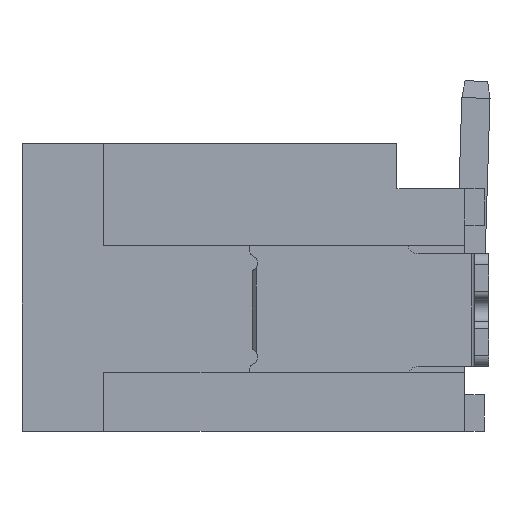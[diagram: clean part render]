
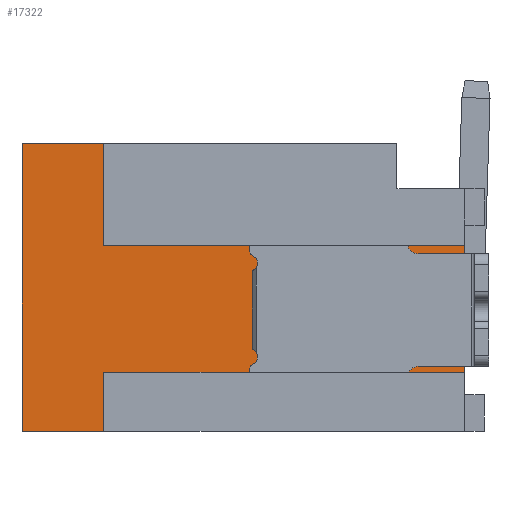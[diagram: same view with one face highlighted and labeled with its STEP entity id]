
A CAD part, left-side view. The second image highlights one B-rep face of the part: STEP entity #17322.
In plain terms, the highlighted planar face has unit normal (-1, 0, 0).
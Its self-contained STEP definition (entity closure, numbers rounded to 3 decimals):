
#158 = VECTOR ( 'NONE', #8603, 1000. ) ;
#173 = EDGE_CURVE ( 'NONE', #20063, #18797, #2173, .T. ) ;
#280 = CARTESIAN_POINT ( 'NONE',  ( -7., -3.925, -4.05 ) ) ;
#441 = VERTEX_POINT ( 'NONE', #6491 ) ;
#466 = ORIENTED_EDGE ( 'NONE', *, *, #2335, .F. ) ;
#1268 = VERTEX_POINT ( 'NONE', #5248 ) ;
#2162 = VERTEX_POINT ( 'NONE', #23385 ) ;
#2173 = LINE ( 'NONE', #18019, #7967 ) ;
#2335 = EDGE_CURVE ( 'NONE', #17241, #19705, #5913, .T. ) ;
#2458 = ORIENTED_EDGE ( 'NONE', *, *, #15718, .F. ) ;
#2578 = CARTESIAN_POINT ( 'NONE',  ( -7., -7.85, -2.55 ) ) ;
#2631 = ORIENTED_EDGE ( 'NONE', *, *, #13591, .F. ) ;
#4256 = DIRECTION ( 'NONE',  ( 0., 0., -1. ) ) ;
#4265 = LINE ( 'NONE', #21961, #12475 ) ;
#4305 = CARTESIAN_POINT ( 'NONE',  ( -7., -7.85, -4.05 ) ) ;
#4521 = VERTEX_POINT ( 'NONE', #20519 ) ;
#5248 = CARTESIAN_POINT ( 'NONE',  ( -7., -1.45, -5.1 ) ) ;
#5565 = DIRECTION ( 'NONE',  ( 0., 0., 1. ) ) ;
#5625 = LINE ( 'NONE', #9164, #10930 ) ;
#5715 = CARTESIAN_POINT ( 'NONE',  ( -7., -6.83, -4.65 ) ) ;
#5740 = DIRECTION ( 'NONE',  ( 0., 0., -1. ) ) ;
#5913 = LINE ( 'NONE', #2578, #15222 ) ;
#6112 = EDGE_CURVE ( 'NONE', #1268, #19880, #17910, .T. ) ;
#6291 = ORIENTED_EDGE ( 'NONE', *, *, #173, .F. ) ;
#6333 = CARTESIAN_POINT ( 'NONE',  ( -7., -4.215, -1.25 ) ) ;
#6491 = CARTESIAN_POINT ( 'NONE',  ( -7., -1.45, 0. ) ) ;
#6543 = ORIENTED_EDGE ( 'NONE', *, *, #11348, .F. ) ;
#7071 = EDGE_CURVE ( 'NONE', #4521, #19985, #13303, .T. ) ;
#7087 = ORIENTED_EDGE ( 'NONE', *, *, #13159, .F. ) ;
#7328 = ORIENTED_EDGE ( 'NONE', *, *, #21718, .F. ) ;
#7414 = DIRECTION ( 'NONE',  ( 0., 0., -1. ) ) ;
#7515 = DIRECTION ( 'NONE',  ( 0., 1., 0. ) ) ;
#7622 = CARTESIAN_POINT ( 'NONE',  ( -7., -1.45, -1.1 ) ) ;
#7730 = CARTESIAN_POINT ( 'NONE',  ( -7., -1.45, -2.55 ) ) ;
#7967 = VECTOR ( 'NONE', #7414, 1000. ) ;
#8202 = AXIS2_PLACEMENT_3D ( 'NONE', #22974, #22852, #21184 ) ;
#8397 = DIRECTION ( 'NONE',  ( 0., 1., 0. ) ) ;
#8482 = LINE ( 'NONE', #17575, #158 ) ;
#8603 = DIRECTION ( 'NONE',  ( 0., -1., 0. ) ) ;
#9163 = DIRECTION ( 'NONE',  ( 0., 1., 0. ) ) ;
#9164 = CARTESIAN_POINT ( 'NONE',  ( -7., -1.45, -0.9 ) ) ;
#9375 = ORIENTED_EDGE ( 'NONE', *, *, #13866, .T. ) ;
#9887 = VECTOR ( 'NONE', #12137, 1000. ) ;
#10160 = VECTOR ( 'NONE', #16730, 1000. ) ;
#10345 = CARTESIAN_POINT ( 'NONE',  ( -7., -1.6, -4.65 ) ) ;
#10492 = EDGE_CURVE ( 'NONE', #13089, #1268, #18468, .T. ) ;
#10930 = VECTOR ( 'NONE', #5740, 1000. ) ;
#10947 = LINE ( 'NONE', #17911, #17903 ) ;
#11265 = CARTESIAN_POINT ( 'NONE',  ( -7., -6.83, -1.8 ) ) ;
#11348 = EDGE_CURVE ( 'NONE', #19172, #13089, #21330, .T. ) ;
#11472 = DIRECTION ( 'NONE',  ( 0., 0., -1. ) ) ;
#11652 = ORIENTED_EDGE ( 'NONE', *, *, #13057, .F. ) ;
#11726 = EDGE_LOOP ( 'NONE', ( #2458, #21353, #15491, #6543, #11652, #6291, #2631, #466, #9375, #12197, #19782, #19375, #7328, #7087 ) ) ;
#12137 = DIRECTION ( 'NONE',  ( 0., 0.707, -0.707 ) ) ;
#12174 = CARTESIAN_POINT ( 'NONE',  ( -7., -6.83, -4.05 ) ) ;
#12197 = ORIENTED_EDGE ( 'NONE', *, *, #22046, .F. ) ;
#12475 = VECTOR ( 'NONE', #11472, 1000. ) ;
#12495 = DIRECTION ( 'NONE',  ( 0., 1., 0. ) ) ;
#12787 = VECTOR ( 'NONE', #9163, 1000. ) ;
#13054 = VECTOR ( 'NONE', #5565, 1000. ) ;
#13057 = EDGE_CURVE ( 'NONE', #18797, #19172, #10947, .T. ) ;
#13089 = VERTEX_POINT ( 'NONE', #19114 ) ;
#13159 = EDGE_CURVE ( 'NONE', #2162, #441, #8482, .T. ) ;
#13303 = LINE ( 'NONE', #6333, #14659 ) ;
#13591 = EDGE_CURVE ( 'NONE', #19705, #20063, #14942, .T. ) ;
#13702 = CARTESIAN_POINT ( 'NONE',  ( -7., -4.65, -1.8 ) ) ;
#13866 = EDGE_CURVE ( 'NONE', #17241, #20807, #22674, .T. ) ;
#14493 = VECTOR ( 'NONE', #8397, 1000. ) ;
#14659 = VECTOR ( 'NONE', #18495, 1000. ) ;
#14942 = LINE ( 'NONE', #280, #17190 ) ;
#15075 = LINE ( 'NONE', #17390, #10160 ) ;
#15222 = VECTOR ( 'NONE', #4256, 1000. ) ;
#15491 = ORIENTED_EDGE ( 'NONE', *, *, #10492, .F. ) ;
#15718 = EDGE_CURVE ( 'NONE', #19880, #2162, #19747, .T. ) ;
#15787 = PLANE ( 'NONE',  #8202 ) ;
#16391 = VECTOR ( 'NONE', #18347, 1000. ) ;
#16563 = CARTESIAN_POINT ( 'NONE',  ( -7., 0., -2.55 ) ) ;
#16730 = DIRECTION ( 'NONE',  ( 0., -0.707, -0.707 ) ) ;
#17190 = VECTOR ( 'NONE', #7515, 1000. ) ;
#17241 = VERTEX_POINT ( 'NONE', #20954 ) ;
#17322 = ADVANCED_FACE ( 'NONE', ( #19195 ), #15787, .F. ) ;
#17390 = CARTESIAN_POINT ( 'NONE',  ( -7., -1.45, -1.1 ) ) ;
#17514 = VERTEX_POINT ( 'NONE', #7622 ) ;
#17575 = CARTESIAN_POINT ( 'NONE',  ( -7., -3.325, 0. ) ) ;
#17903 = VECTOR ( 'NONE', #12495, 1000. ) ;
#17910 = LINE ( 'NONE', #21790, #12787 ) ;
#17911 = CARTESIAN_POINT ( 'NONE',  ( -7., -4.215, -4.65 ) ) ;
#18019 = CARTESIAN_POINT ( 'NONE',  ( -7., -6.83, -2.55 ) ) ;
#18347 = DIRECTION ( 'NONE',  ( 0., 0., -1. ) ) ;
#18468 = LINE ( 'NONE', #7730, #16391 ) ;
#18495 = DIRECTION ( 'NONE',  ( 0., 1., 0. ) ) ;
#18547 = CARTESIAN_POINT ( 'NONE',  ( -7., -1.6, -4.65 ) ) ;
#18797 = VERTEX_POINT ( 'NONE', #5715 ) ;
#19114 = CARTESIAN_POINT ( 'NONE',  ( -7., -1.45, -4.8 ) ) ;
#19172 = VERTEX_POINT ( 'NONE', #18547 ) ;
#19195 = FACE_OUTER_BOUND ( 'NONE', #11726, .T. ) ;
#19375 = ORIENTED_EDGE ( 'NONE', *, *, #21890, .F. ) ;
#19705 = VERTEX_POINT ( 'NONE', #4305 ) ;
#19747 = LINE ( 'NONE', #16563, #13054 ) ;
#19782 = ORIENTED_EDGE ( 'NONE', *, *, #7071, .T. ) ;
#19880 = VERTEX_POINT ( 'NONE', #23293 ) ;
#19985 = VERTEX_POINT ( 'NONE', #22445 ) ;
#20063 = VERTEX_POINT ( 'NONE', #12174 ) ;
#20519 = CARTESIAN_POINT ( 'NONE',  ( -7., -6.83, -1.25 ) ) ;
#20807 = VERTEX_POINT ( 'NONE', #11265 ) ;
#20954 = CARTESIAN_POINT ( 'NONE',  ( -7., -7.85, -1.8 ) ) ;
#21184 = DIRECTION ( 'NONE',  ( 0., 0., -1. ) ) ;
#21330 = LINE ( 'NONE', #10345, #9887 ) ;
#21353 = ORIENTED_EDGE ( 'NONE', *, *, #6112, .F. ) ;
#21718 = EDGE_CURVE ( 'NONE', #441, #17514, #5625, .T. ) ;
#21790 = CARTESIAN_POINT ( 'NONE',  ( -7., -3.925, -5.1 ) ) ;
#21890 = EDGE_CURVE ( 'NONE', #17514, #19985, #15075, .T. ) ;
#21961 = CARTESIAN_POINT ( 'NONE',  ( -7., -6.83, -1.525 ) ) ;
#22046 = EDGE_CURVE ( 'NONE', #4521, #20807, #4265, .T. ) ;
#22445 = CARTESIAN_POINT ( 'NONE',  ( -7., -1.6, -1.25 ) ) ;
#22674 = LINE ( 'NONE', #13702, #14493 ) ;
#22852 = DIRECTION ( 'NONE',  ( 1., 0., 0. ) ) ;
#22974 = CARTESIAN_POINT ( 'NONE',  ( -7., -3.925, -2.55 ) ) ;
#23293 = CARTESIAN_POINT ( 'NONE',  ( -7., 0., -5.1 ) ) ;
#23385 = CARTESIAN_POINT ( 'NONE',  ( -7., 0., 0. ) ) ;
